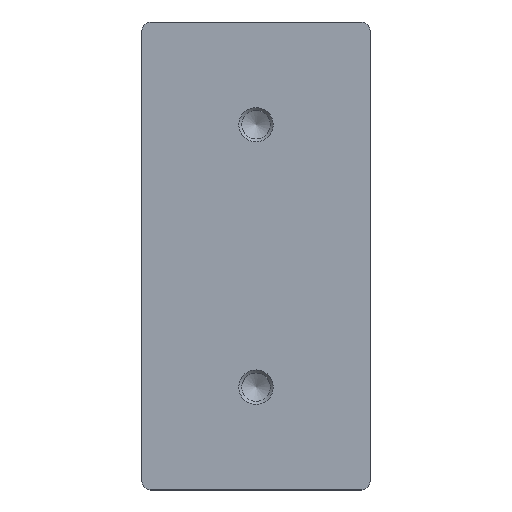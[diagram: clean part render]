
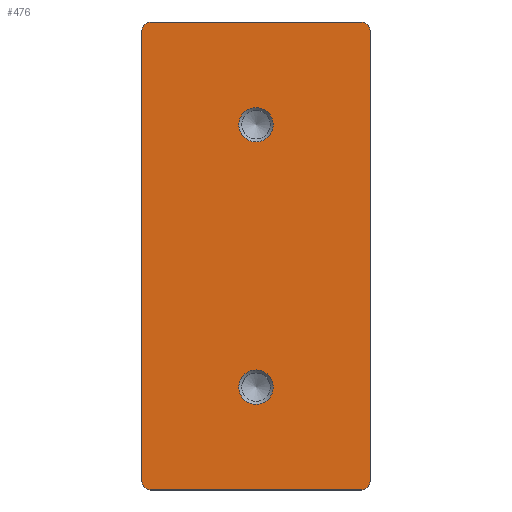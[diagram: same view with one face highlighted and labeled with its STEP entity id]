
A CAD part, top view. The second image highlights one B-rep face of the part: STEP entity #476.
In plain terms, the highlighted planar face has unit normal (0, 0, 1).
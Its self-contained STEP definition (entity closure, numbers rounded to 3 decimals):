
#15=FACE_BOUND('',#85,.T.);
#16=FACE_BOUND('',#86,.T.);
#33=PLANE('',#533);
#52=FACE_OUTER_BOUND('',#84,.T.);
#84=EDGE_LOOP('',(#350,#351,#352,#353,#354,#355,#356,#357));
#85=EDGE_LOOP('',(#358));
#86=EDGE_LOOP('',(#359));
#118=LINE('',#775,#156);
#119=LINE('',#779,#157);
#120=LINE('',#783,#158);
#121=LINE('',#786,#159);
#156=VECTOR('',#624,10.);
#157=VECTOR('',#627,10.);
#158=VECTOR('',#630,10.);
#159=VECTOR('',#633,10.);
#197=CIRCLE('',#530,3.018);
#200=CIRCLE('',#534,1.5);
#201=CIRCLE('',#535,1.5);
#202=CIRCLE('',#536,1.5);
#203=CIRCLE('',#537,1.5);
#204=CIRCLE('',#538,3.018);
#225=VERTEX_POINT('',#763);
#228=VERTEX_POINT('',#771);
#229=VERTEX_POINT('',#772);
#230=VERTEX_POINT('',#774);
#231=VERTEX_POINT('',#776);
#232=VERTEX_POINT('',#778);
#233=VERTEX_POINT('',#780);
#234=VERTEX_POINT('',#782);
#235=VERTEX_POINT('',#784);
#236=VERTEX_POINT('',#787);
#271=EDGE_CURVE('',#225,#225,#197,.T.);
#275=EDGE_CURVE('',#228,#229,#200,.T.);
#276=EDGE_CURVE('',#228,#230,#118,.T.);
#277=EDGE_CURVE('',#231,#230,#201,.T.);
#278=EDGE_CURVE('',#231,#232,#119,.T.);
#279=EDGE_CURVE('',#233,#232,#202,.T.);
#280=EDGE_CURVE('',#233,#234,#120,.T.);
#281=EDGE_CURVE('',#235,#234,#203,.T.);
#282=EDGE_CURVE('',#235,#229,#121,.T.);
#283=EDGE_CURVE('',#236,#236,#204,.T.);
#350=ORIENTED_EDGE('',*,*,#275,.F.);
#351=ORIENTED_EDGE('',*,*,#276,.T.);
#352=ORIENTED_EDGE('',*,*,#277,.F.);
#353=ORIENTED_EDGE('',*,*,#278,.T.);
#354=ORIENTED_EDGE('',*,*,#279,.F.);
#355=ORIENTED_EDGE('',*,*,#280,.T.);
#356=ORIENTED_EDGE('',*,*,#281,.F.);
#357=ORIENTED_EDGE('',*,*,#282,.T.);
#358=ORIENTED_EDGE('',*,*,#283,.F.);
#359=ORIENTED_EDGE('',*,*,#271,.F.);
#476=ADVANCED_FACE('',(#52,#15,#16),#33,.T.);
#530=AXIS2_PLACEMENT_3D('',#764,#613,#614);
#533=AXIS2_PLACEMENT_3D('',#770,#620,#621);
#534=AXIS2_PLACEMENT_3D('',#773,#622,#623);
#535=AXIS2_PLACEMENT_3D('',#777,#625,#626);
#536=AXIS2_PLACEMENT_3D('',#781,#628,#629);
#537=AXIS2_PLACEMENT_3D('',#785,#631,#632);
#538=AXIS2_PLACEMENT_3D('',#788,#634,#635);
#613=DIRECTION('center_axis',(0.,0.,1.));
#614=DIRECTION('ref_axis',(-1.,0.,0.));
#620=DIRECTION('center_axis',(0.,0.,1.));
#621=DIRECTION('ref_axis',(1.,0.,0.));
#622=DIRECTION('center_axis',(0.,0.,-1.));
#623=DIRECTION('ref_axis',(-0.707,0.707,0.));
#624=DIRECTION('',(0.,-1.,0.));
#625=DIRECTION('center_axis',(0.,0.,-1.));
#626=DIRECTION('ref_axis',(-0.707,-0.707,0.));
#627=DIRECTION('',(1.,0.,0.));
#628=DIRECTION('center_axis',(0.,0.,-1.));
#629=DIRECTION('ref_axis',(0.707,-0.707,0.));
#630=DIRECTION('',(0.,1.,0.));
#631=DIRECTION('center_axis',(0.,0.,-1.));
#632=DIRECTION('ref_axis',(0.707,0.707,0.));
#633=DIRECTION('',(-1.,0.,0.));
#634=DIRECTION('center_axis',(0.,0.,1.));
#635=DIRECTION('ref_axis',(-1.,0.,0.));
#763=CARTESIAN_POINT('',(23.018,18.,13.));
#764=CARTESIAN_POINT('Origin',(20.,18.,13.));
#770=CARTESIAN_POINT('Origin',(20.,41.,13.));
#771=CARTESIAN_POINT('',(0.,80.5,13.));
#772=CARTESIAN_POINT('',(1.5,82.,13.));
#773=CARTESIAN_POINT('Origin',(1.5,80.5,13.));
#774=CARTESIAN_POINT('',(0.,1.5,13.));
#775=CARTESIAN_POINT('',(0.,82.,13.));
#776=CARTESIAN_POINT('',(1.5,0.,13.));
#777=CARTESIAN_POINT('Origin',(1.5,1.5,13.));
#778=CARTESIAN_POINT('',(38.5,0.,13.));
#779=CARTESIAN_POINT('',(0.,0.,13.));
#780=CARTESIAN_POINT('',(40.,1.5,13.));
#781=CARTESIAN_POINT('Origin',(38.5,1.5,13.));
#782=CARTESIAN_POINT('',(40.,80.5,13.));
#783=CARTESIAN_POINT('',(40.,0.,13.));
#784=CARTESIAN_POINT('',(38.5,82.,13.));
#785=CARTESIAN_POINT('Origin',(38.5,80.5,13.));
#786=CARTESIAN_POINT('',(40.,82.,13.));
#787=CARTESIAN_POINT('',(23.018,64.,13.));
#788=CARTESIAN_POINT('Origin',(20.,64.,13.));
